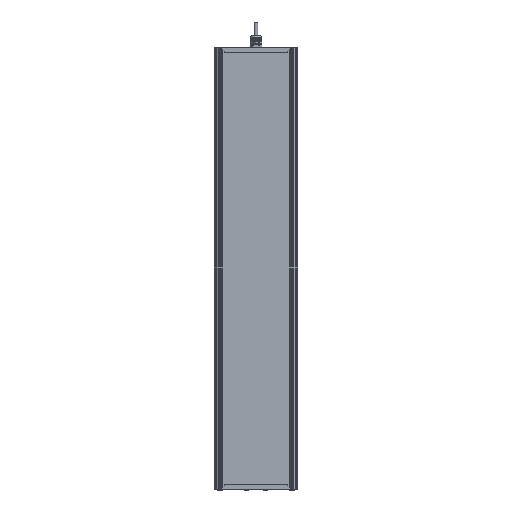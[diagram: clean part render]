
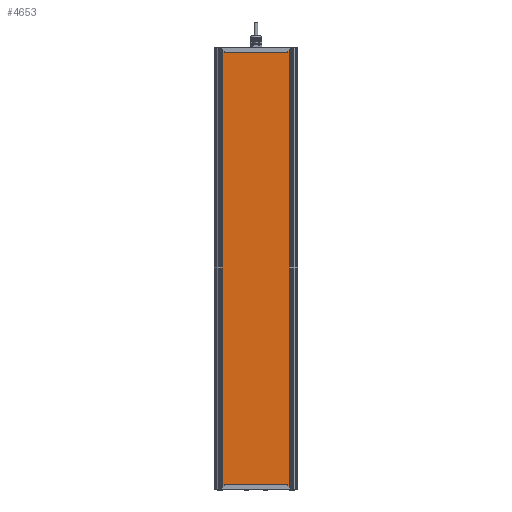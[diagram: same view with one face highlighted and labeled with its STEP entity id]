
A CAD part, front view. The second image highlights one B-rep face of the part: STEP entity #4653.
In plain terms, the highlighted face is planar.
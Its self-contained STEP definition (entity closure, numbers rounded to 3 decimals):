
#4653=ADVANCED_FACE('',(#16109),#16111,.T.);
#16109=FACE_BOUND('',#16110,.T.);
#16110=EDGE_LOOP('',(#45006,#45007,#45008,#45009));
#16111=PLANE('',#16112);
#16112=AXIS2_PLACEMENT_3D('',#16113,#16114,#16115);
#16113=CARTESIAN_POINT('',(2111.497,401.002,-34.582));
#16114=DIRECTION('',(0.,0.,-1.));
#16115=DIRECTION('',(0.,1.,0.));
#45006=ORIENTED_EDGE('',*,*,#52952,.F.);
#45007=ORIENTED_EDGE('',*,*,#52951,.T.);
#45008=ORIENTED_EDGE('',*,*,#52953,.F.);
#45009=ORIENTED_EDGE('',*,*,#52954,.F.);
#52951=EDGE_CURVE('',#59217,#59221,#59223,.T.);
#52952=EDGE_CURVE('',#59217,#59224,#59225,.T.);
#52953=EDGE_CURVE('',#59226,#59221,#59227,.T.);
#52954=EDGE_CURVE('',#59224,#59226,#59228,.T.);
#59217=VERTEX_POINT('',#79069);
#59221=VERTEX_POINT('',#79077);
#59223=LINE('',#79081,#79082);
#59224=VERTEX_POINT('',#79084);
#59225=LINE('',#79085,#79086);
#59226=VERTEX_POINT('',#79088);
#59227=LINE('',#79089,#79090);
#59228=LINE('',#79092,#79093);
#79069=CARTESIAN_POINT('',(2111.497,565.13,-34.582));
#79077=CARTESIAN_POINT('',(3107.497,565.13,-34.582));
#79081=CARTESIAN_POINT('',(2111.497,565.13,-34.582));
#79082=VECTOR('',#79083,1.);
#79083=DIRECTION('',(1.,0.,0.));
#79084=CARTESIAN_POINT('',(2111.497,401.002,-34.582));
#79085=CARTESIAN_POINT('',(2111.497,565.13,-34.582));
#79086=VECTOR('',#79087,1.);
#79087=DIRECTION('',(0.,-1.,0.));
#79088=CARTESIAN_POINT('',(3107.497,401.002,-34.582));
#79089=CARTESIAN_POINT('',(3107.497,401.002,-34.582));
#79090=VECTOR('',#79091,1.);
#79091=DIRECTION('',(0.,1.,0.));
#79092=CARTESIAN_POINT('',(2111.497,401.002,-34.582));
#79093=VECTOR('',#79094,1.);
#79094=DIRECTION('',(1.,0.,0.));
